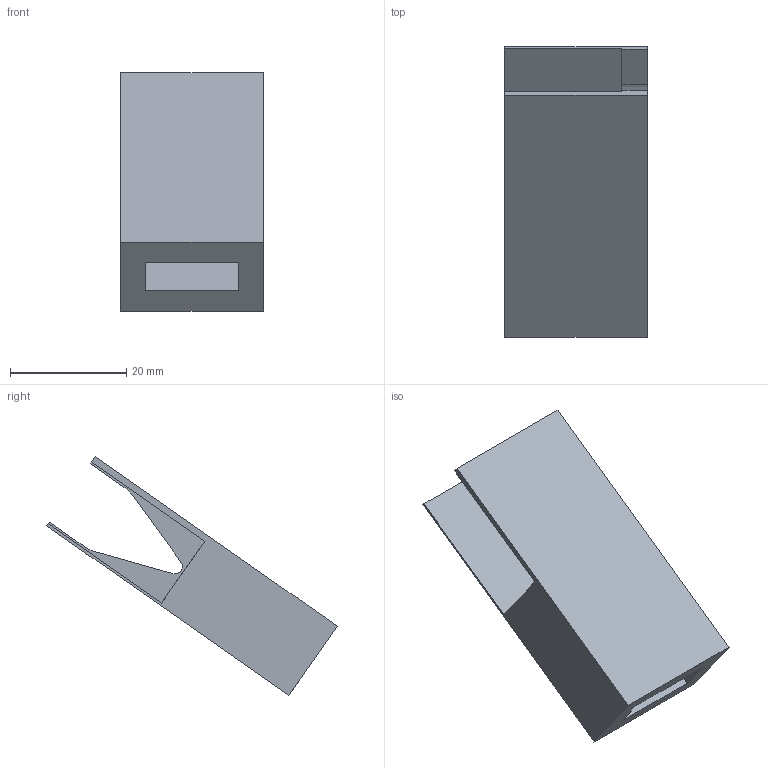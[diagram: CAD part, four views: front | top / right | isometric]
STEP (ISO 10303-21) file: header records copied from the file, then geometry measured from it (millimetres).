
FILE_DESCRIPTION(/* description */ (''),/* implementation_level */ '2;1');
FILE_NAME(/* name */ 'Motor Joint.step',/* time_stamp */ '2021-12-10T16:09:32-06:00',/* author */ (''),/* organization */ (''),/* preprocessor_version */ 'ST-DEVELOPER v18.1',/* originating_system */ 'Autodesk Translation Framework v10.10.0.1391',/* authorisation */ '');
FILE_SCHEMA (('AUTOMOTIVE_DESIGN { 1 0 10303 214 3 1 1 }'));
Length unit declared in the file: inch
Products named in the file (1): Motor Joint
Bounding box: 24.52 x 49.94 x 41.04 mm (x, y, z)
Volume: 8989.6 mm3; surface area: 6345.5 mm2
Topology: 1 solids, 1 shells, 28 faces, 72 edges, 48 vertices
Faces by surface type: plane 25, cylinder 3
Entity records: 884 total; most frequent: CARTESIAN_POINT 149, ORIENTED_EDGE 144, DIRECTION 136, EDGE_CURVE 72, LINE 66, VECTOR 66, VERTEX_POINT 48, AXIS2_PLACEMENT_3D 35
